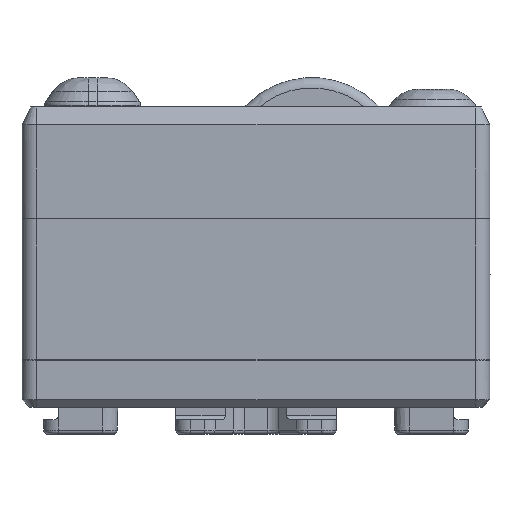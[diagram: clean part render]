
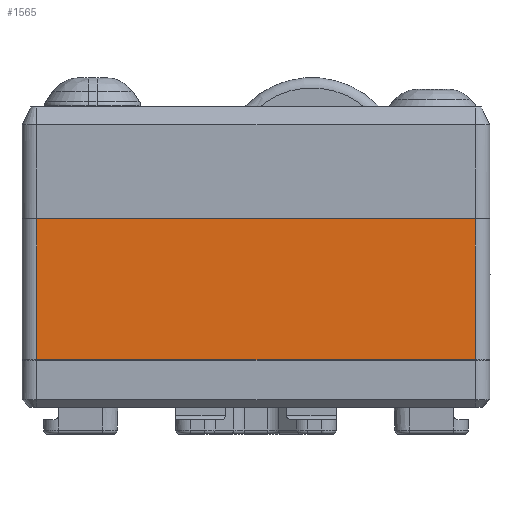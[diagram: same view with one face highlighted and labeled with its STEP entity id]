
A CAD part, front view. The second image highlights one B-rep face of the part: STEP entity #1565.
In plain terms, the highlighted planar face has unit normal (0, -1, 0).
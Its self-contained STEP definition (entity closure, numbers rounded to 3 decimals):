
#775=B_SPLINE_CURVE_WITH_KNOTS('',3,(#12617,#12618,#12619,#12620,#12621,
#12622,#12623,#12624,#12625,#12626,#12627,#12628,#12629,#12630,#12631,#12632,
#12633,#12634,#12635,#12636,#12637,#12638,#12639,#12640,#12641,#12642,#12643,
#12644),.UNSPECIFIED.,.F.,.F.,(4,3,3,3,3,3,3,3,3,4),(0.,0.018,
0.09,0.234,0.378,0.523,
0.595,0.739,0.869,1.),.UNSPECIFIED.);
#836=B_SPLINE_CURVE_WITH_KNOTS('',3,(#15157,#15158,#15159,#15160,#15161,
#15162,#15163,#15164,#15165,#15166,#15167,#15168,#15169,#15170,#15171,#15172,
#15173,#15174,#15175,#15176,#15177,#15178,#15179,#15180,#15181,#15182,#15183,
#15184),.UNSPECIFIED.,.F.,.F.,(4,3,3,3,3,3,3,3,3,4),(0.,0.018,
0.092,0.238,0.385,0.458,
0.605,0.752,0.876,1.),.UNSPECIFIED.);
#1565=ADVANCED_FACE('',(#2178),#1905,.T.);
#1905=PLANE('',#8427);
#2178=FACE_OUTER_BOUND('',#2667,.T.);
#2667=EDGE_LOOP('',(#3924,#3925,#3926,#3927));
#3924=ORIENTED_EDGE('',*,*,#6334,.T.);
#3925=ORIENTED_EDGE('',*,*,#6211,.T.);
#3926=ORIENTED_EDGE('',*,*,#6336,.T.);
#3927=ORIENTED_EDGE('',*,*,#6337,.F.);
#5384=VERTEX_POINT('',#12616);
#5385=VERTEX_POINT('',#12645);
#5468=VERTEX_POINT('',#15143);
#5469=VERTEX_POINT('',#15156);
#6211=EDGE_CURVE('',#5385,#5384,#775,.T.);
#6334=EDGE_CURVE('',#5468,#5385,#7213,.T.);
#6336=EDGE_CURVE('',#5384,#5469,#7214,.T.);
#6337=EDGE_CURVE('',#5468,#5469,#836,.T.);
#7213=LINE('',#15142,#7811);
#7214=LINE('',#15155,#7812);
#7811=VECTOR('',#9780,1.);
#7812=VECTOR('',#9783,1.);
#8427=AXIS2_PLACEMENT_3D('',#15185,#9784,#9785);
#9780=DIRECTION('',(0.,0.,1.));
#9783=DIRECTION('',(0.,0.,-1.));
#9784=DIRECTION('',(0.,-1.,0.));
#9785=DIRECTION('',(0.,0.,1.));
#12616=CARTESIAN_POINT('',(-14.9,-15.9,-9.6));
#12617=CARTESIAN_POINT('',(14.9,-15.9,-9.6));
#12618=CARTESIAN_POINT('',(14.721,-15.9,-9.6));
#12619=CARTESIAN_POINT('',(14.542,-15.9,-9.6));
#12620=CARTESIAN_POINT('',(14.363,-15.9,-9.6));
#12621=CARTESIAN_POINT('',(13.647,-15.9,-9.6));
#12622=CARTESIAN_POINT('',(12.931,-15.9,-9.6));
#12623=CARTESIAN_POINT('',(12.215,-15.9,-9.6));
#12624=CARTESIAN_POINT('',(10.782,-15.9,-9.6));
#12625=CARTESIAN_POINT('',(9.35,-15.9,-9.6));
#12626=CARTESIAN_POINT('',(7.918,-15.9,-9.6));
#12627=CARTESIAN_POINT('',(6.486,-15.9,-9.6));
#12628=CARTESIAN_POINT('',(5.054,-15.9,-9.6));
#12629=CARTESIAN_POINT('',(3.621,-15.9,-9.6));
#12630=CARTESIAN_POINT('',(2.189,-15.9,-9.6));
#12631=CARTESIAN_POINT('',(0.757,-15.9,-9.6));
#12632=CARTESIAN_POINT('',(-0.675,-15.9,-9.6));
#12633=CARTESIAN_POINT('',(-1.391,-15.9,-9.6));
#12634=CARTESIAN_POINT('',(-2.108,-15.9,-9.6));
#12635=CARTESIAN_POINT('',(-2.824,-15.9,-9.6));
#12636=CARTESIAN_POINT('',(-4.256,-15.9,-9.6));
#12637=CARTESIAN_POINT('',(-5.688,-15.9,-9.6));
#12638=CARTESIAN_POINT('',(-7.12,-15.9,-9.6));
#12639=CARTESIAN_POINT('',(-8.417,-15.9,-9.6));
#12640=CARTESIAN_POINT('',(-9.714,-15.9,-9.6));
#12641=CARTESIAN_POINT('',(-11.01,-15.9,-9.6));
#12642=CARTESIAN_POINT('',(-12.307,-15.9,-9.6));
#12643=CARTESIAN_POINT('',(-13.603,-15.9,-9.6));
#12644=CARTESIAN_POINT('',(-14.9,-15.9,-9.6));
#12645=CARTESIAN_POINT('',(14.9,-15.9,-9.6));
#15142=CARTESIAN_POINT('',(14.9,-15.9,-2.));
#15143=CARTESIAN_POINT('',(14.9,-15.9,-19.17));
#15155=CARTESIAN_POINT('',(-14.9,-15.9,-2.));
#15156=CARTESIAN_POINT('',(-14.9,-15.9,-19.17));
#15157=CARTESIAN_POINT('',(14.9,-15.9,-19.17));
#15158=CARTESIAN_POINT('',(14.718,-15.9,-19.17));
#15159=CARTESIAN_POINT('',(14.536,-15.9,-19.17));
#15160=CARTESIAN_POINT('',(14.354,-15.9,-19.17));
#15161=CARTESIAN_POINT('',(13.625,-15.9,-19.17));
#15162=CARTESIAN_POINT('',(12.897,-15.9,-19.17));
#15163=CARTESIAN_POINT('',(12.168,-15.9,-19.17));
#15164=CARTESIAN_POINT('',(10.712,-15.9,-19.17));
#15165=CARTESIAN_POINT('',(9.255,-15.9,-19.17));
#15166=CARTESIAN_POINT('',(7.798,-15.9,-19.17));
#15167=CARTESIAN_POINT('',(6.341,-15.9,-19.17));
#15168=CARTESIAN_POINT('',(4.884,-15.9,-19.17));
#15169=CARTESIAN_POINT('',(3.427,-15.9,-19.17));
#15170=CARTESIAN_POINT('',(2.699,-15.9,-19.17));
#15171=CARTESIAN_POINT('',(1.97,-15.9,-19.17));
#15172=CARTESIAN_POINT('',(1.242,-15.9,-19.17));
#15173=CARTESIAN_POINT('',(-0.215,-15.9,-19.17));
#15174=CARTESIAN_POINT('',(-1.672,-15.9,-19.17));
#15175=CARTESIAN_POINT('',(-3.129,-15.9,-19.17));
#15176=CARTESIAN_POINT('',(-4.585,-15.9,-19.17));
#15177=CARTESIAN_POINT('',(-6.042,-15.9,-19.17));
#15178=CARTESIAN_POINT('',(-7.499,-15.9,-19.17));
#15179=CARTESIAN_POINT('',(-8.733,-15.9,-19.17));
#15180=CARTESIAN_POINT('',(-9.966,-15.9,-19.17));
#15181=CARTESIAN_POINT('',(-11.2,-15.9,-19.17));
#15182=CARTESIAN_POINT('',(-12.433,-15.9,-19.17));
#15183=CARTESIAN_POINT('',(-13.667,-15.9,-19.17));
#15184=CARTESIAN_POINT('',(-14.9,-15.9,-19.17));
#15185=CARTESIAN_POINT('',(-150.,-15.9,-2.));
